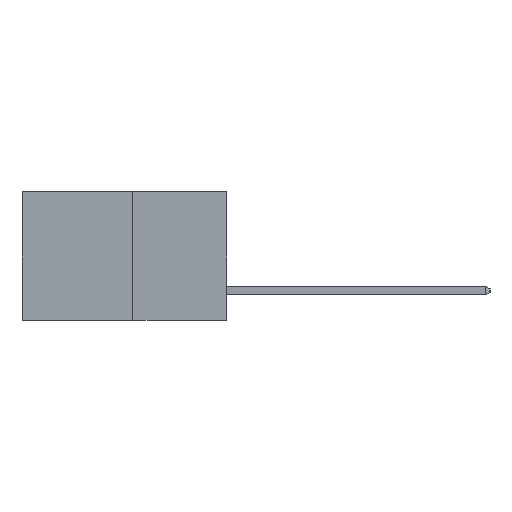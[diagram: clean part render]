
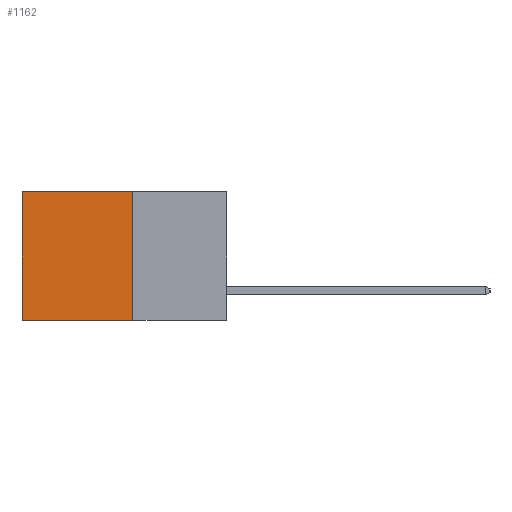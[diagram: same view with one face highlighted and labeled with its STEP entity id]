
A CAD part, left-side view. The second image highlights one B-rep face of the part: STEP entity #1162.
In plain terms, the highlighted planar face has unit normal (-1, 0, 0).
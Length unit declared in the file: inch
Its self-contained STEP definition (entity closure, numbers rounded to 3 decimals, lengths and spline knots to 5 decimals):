
#178 = EDGE_LOOP ( 'NONE', ( #8901, #6935, #7195, #9425 ) ) ;
#435 = CARTESIAN_POINT ( 'NONE',  ( 0.277, 0.27, -0.37 ) ) ;
#519 = LINE ( 'NONE', #1634, #9437 ) ;
#1000 = VECTOR ( 'NONE', #5686, 39.37008 ) ;
#1145 = VECTOR ( 'NONE', #2944, 39.37008 ) ;
#1162 = ADVANCED_FACE ( 'NONE', ( #8762 ), #6110, .F. ) ;
#1634 = CARTESIAN_POINT ( 'NONE',  ( 0.277, 0.27, 0. ) ) ;
#2839 = VERTEX_POINT ( 'NONE', #7956 ) ;
#2944 = DIRECTION ( 'NONE',  ( 0., 1., 0. ) ) ;
#3043 = DIRECTION ( 'NONE',  ( 0., 1., 0. ) ) ;
#3095 = EDGE_CURVE ( 'NONE', #2839, #5899, #7818, .T. ) ;
#5294 = AXIS2_PLACEMENT_3D ( 'NONE', #6099, #6145, #6143 ) ;
#5686 = DIRECTION ( 'NONE',  ( 0., 0., -1. ) ) ;
#5759 = CARTESIAN_POINT ( 'NONE',  ( 0.277, 0.59, -0.37 ) ) ;
#5791 = EDGE_CURVE ( 'NONE', #9296, #7107, #519, .T. ) ;
#5899 = VERTEX_POINT ( 'NONE', #9799 ) ;
#6099 = CARTESIAN_POINT ( 'NONE',  ( 0.277, 0.27, -0.37 ) ) ;
#6110 = PLANE ( 'NONE',  #5294 ) ;
#6143 = DIRECTION ( 'NONE',  ( 0., 0., -1. ) ) ;
#6145 = DIRECTION ( 'NONE',  ( 1., 0., 0. ) ) ;
#6935 = ORIENTED_EDGE ( 'NONE', *, *, #3095, .F. ) ;
#7107 = VERTEX_POINT ( 'NONE', #8812 ) ;
#7195 = ORIENTED_EDGE ( 'NONE', *, *, #8803, .F. ) ;
#7818 = LINE ( 'NONE', #435, #1145 ) ;
#7956 = CARTESIAN_POINT ( 'NONE',  ( 0.277, 0.27, -0.37 ) ) ;
#8475 = VECTOR ( 'NONE', #9903, 39.37008 ) ;
#8762 = FACE_OUTER_BOUND ( 'NONE', #178, .T. ) ;
#8803 = EDGE_CURVE ( 'NONE', #9296, #2839, #10630, .T. ) ;
#8812 = CARTESIAN_POINT ( 'NONE',  ( 0.277, 0.59, 0. ) ) ;
#8901 = ORIENTED_EDGE ( 'NONE', *, *, #9911, .T. ) ;
#9296 = VERTEX_POINT ( 'NONE', #11087 ) ;
#9425 = ORIENTED_EDGE ( 'NONE', *, *, #5791, .T. ) ;
#9437 = VECTOR ( 'NONE', #3043, 39.37008 ) ;
#9799 = CARTESIAN_POINT ( 'NONE',  ( 0.277, 0.59, -0.37 ) ) ;
#9903 = DIRECTION ( 'NONE',  ( 0., 0., -1. ) ) ;
#9911 = EDGE_CURVE ( 'NONE', #7107, #5899, #10125, .T. ) ;
#10125 = LINE ( 'NONE', #5759, #1000 ) ;
#10132 = CARTESIAN_POINT ( 'NONE',  ( 0.277, 0.27, -0.37 ) ) ;
#10630 = LINE ( 'NONE', #10132, #8475 ) ;
#11087 = CARTESIAN_POINT ( 'NONE',  ( 0.277, 0.27, 0. ) ) ;
